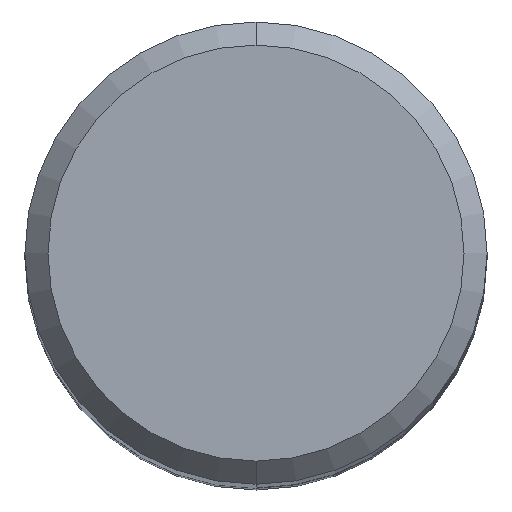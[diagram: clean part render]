
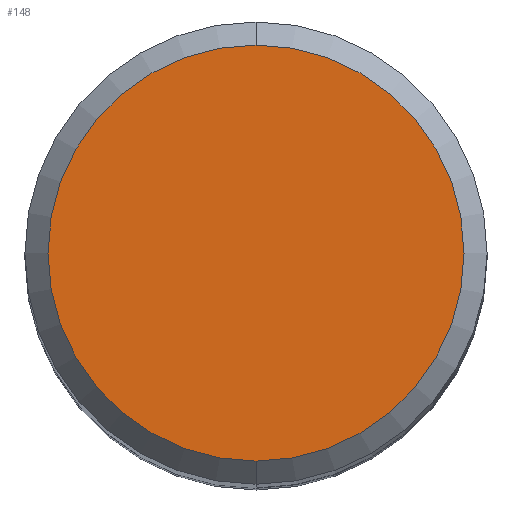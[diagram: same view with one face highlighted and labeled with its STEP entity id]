
A CAD part, top view. The second image highlights one B-rep face of the part: STEP entity #148.
In plain terms, the highlighted planar face has unit normal (0, 0, 1).
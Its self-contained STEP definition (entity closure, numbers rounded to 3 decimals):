
#98=VERTEX_POINT('',#236);
#142=EDGE_CURVE('',#98,#198,#285,.T.);
#148=ADVANCED_FACE('',(#292),#293,.T.);
#194=EDGE_CURVE('',#198,#98,#345,.T.);
#198=VERTEX_POINT('',#349);
#236=CARTESIAN_POINT('',(0.,-4.5,0.01));
#285=CIRCLE('',#447,4.5);
#292=FACE_OUTER_BOUND('',#454,.T.);
#293=PLANE('',#455);
#345=CIRCLE('',#520,4.5);
#349=CARTESIAN_POINT('',(0.0,4.5,0.01));
#447=AXIS2_PLACEMENT_3D('',#612,#613,#614);
#454=EDGE_LOOP('',(#622,#623));
#455=AXIS2_PLACEMENT_3D('',#624,#625,#626);
#520=AXIS2_PLACEMENT_3D('',#691,#692,#693);
#612=CARTESIAN_POINT('',(0.0,0.0,0.01));
#613=DIRECTION('',(0.0,0.0,-1.0));
#614=DIRECTION('',(0.0,1.0,0.0));
#622=ORIENTED_EDGE('',*,*,#194,.F.);
#623=ORIENTED_EDGE('',*,*,#142,.F.);
#624=CARTESIAN_POINT('',(0.0,2.25,0.01));
#625=DIRECTION('',(-0.0,0.0,1.0));
#626=DIRECTION('',(0.0,-1.0,0.0));
#691=CARTESIAN_POINT('',(0.0,0.0,0.01));
#692=DIRECTION('',(0.0,0.0,-1.0));
#693=DIRECTION('',(0.0,1.0,0.0));
